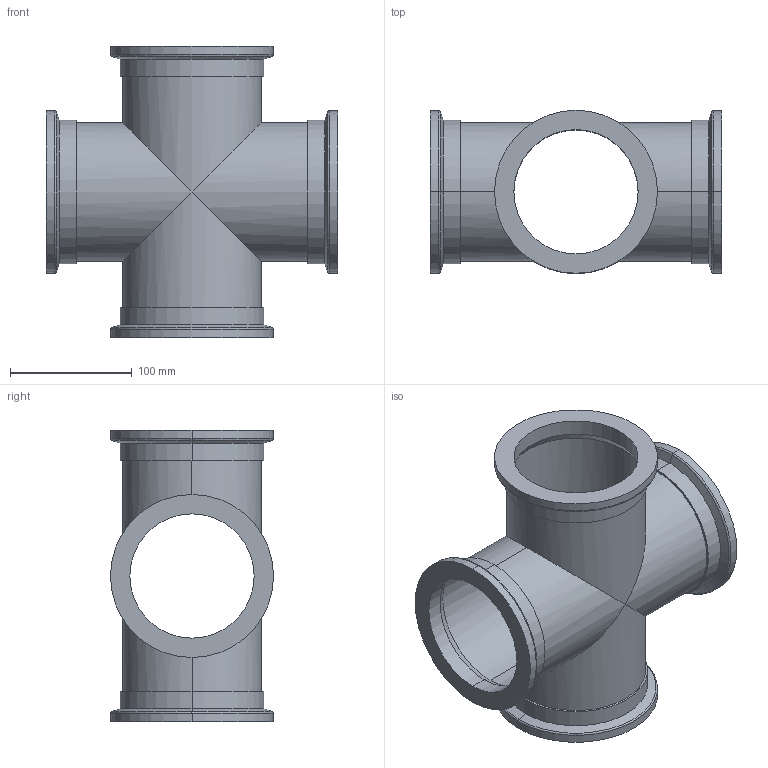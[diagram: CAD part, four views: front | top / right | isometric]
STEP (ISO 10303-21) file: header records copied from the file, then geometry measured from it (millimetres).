
FILE_DESCRIPTION( (''), '2;1');
FILE_NAME ('CAD714.4164.VP8100_15540.stp','2016-04-22T10:30:38',(''),(''),'spGate 11.3.9','spGate','');
FILE_SCHEMA (('AUTOMOTIVE_DESIGN'));
Length unit declared in the file: millimetre
Products named in the file (3): Assembly; VP8100-1; VP3100
Assembly tree (5 placements, depth 2):
  Assembly
    VP8100-1
    VP3100  x4
Bounding box: 240 x 134 x 239.9 mm (x, y, z)
Volume: 522706 mm3; surface area: 295446.2 mm2
Topology: 5 solids, 5 shells, 88 faces, 184 edges, 108 vertices
Faces by surface type: cylinder 48, bspline 24, plane 16
Entity records: 1822 total; most frequent: CARTESIAN_POINT 324, ORIENTED_EDGE 164, DIRECTION 152, COLOUR_RGB 121, PRESENTATION_STYLE_ASSIGNMENT 121, STYLED_ITEM 121, EDGE_CURVE 82, DRAUGHTING_PRE_DEFINED_CURVE_FONT 82
